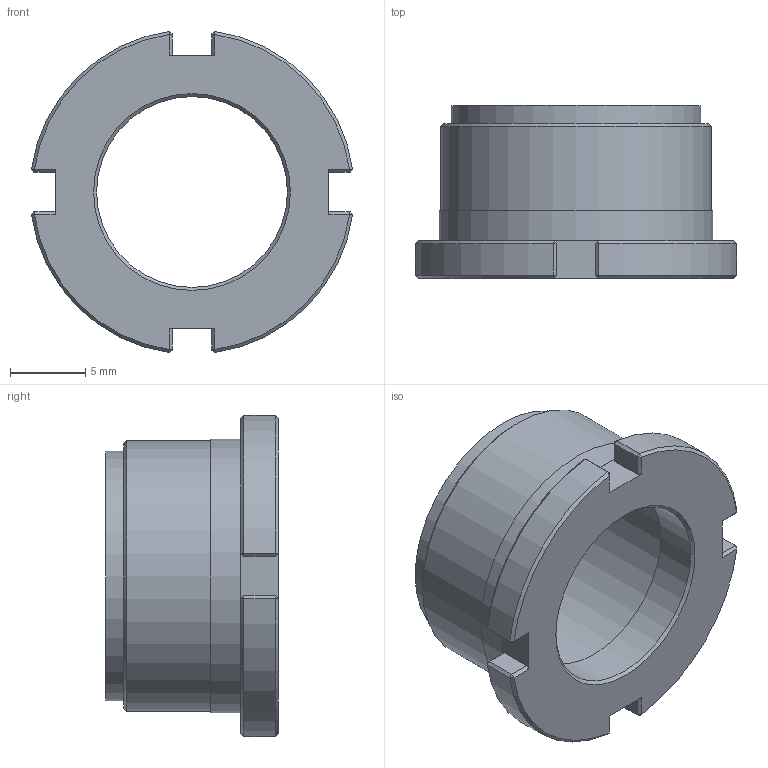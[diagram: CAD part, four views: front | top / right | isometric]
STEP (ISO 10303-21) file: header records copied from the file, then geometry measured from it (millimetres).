
FILE_DESCRIPTION(/* description */ (''),/* implementation_level */ '2;1');
FILE_NAME(/* name */ 'Embase filet pour antenne ER328 (CNC M18x1mm - ANSI 0.5-28 UNEF).step',/* time_stamp */ '2023-07-02T10:47:20+02:00',/* author */ (''),/* organization */ (''),/* preprocessor_version */ 'ST-DEVELOPER v19.2',/* originating_system */ 'Autodesk Translation Framework v12.6.0.85',/* authorisation */ '');
FILE_SCHEMA (('AUTOMOTIVE_DESIGN { 1 0 10303 214 3 1 1 }'));
Length unit declared in the file: millimetre
Products named in the file (2): ER328 V4; Embase filetée pour antenne ER328 (pour BNC ou TNC)
Assembly tree (1 placements, depth 2):
  ER328 V4
    Embase filetée pour antenne ER328 (pour BNC ou TNC)
Bounding box: 21.39 x 11.5 x 21.39 mm (x, y, z)
Volume: 1239.4 mm3; surface area: 1633.2 mm2
Topology: 1 solids, 1 shells, 78 faces, 166 edges, 94 vertices
Faces by surface type: plane 58, cone 11, cylinder 9
Full cylindrical faces by diameter (mm): 12.7 x1, 15 x1, 16.6 x1, 18 x1, 18.2 x1
Entity records: 2145 total; most frequent: CARTESIAN_POINT 373, DIRECTION 342, ORIENTED_EDGE 332, EDGE_CURVE 166, LINE 120, VECTOR 120, AXIS2_PLACEMENT_3D 111, VERTEX_POINT 94
